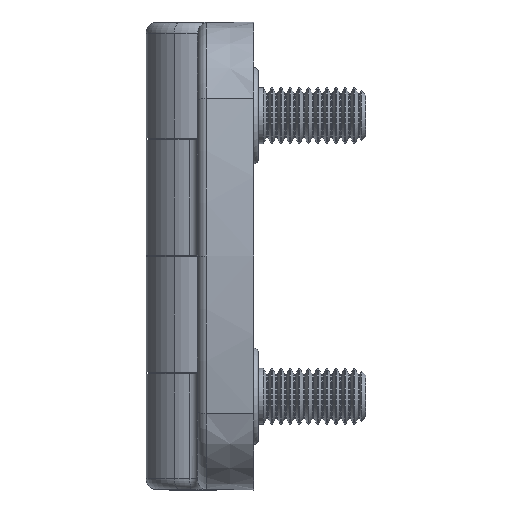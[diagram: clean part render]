
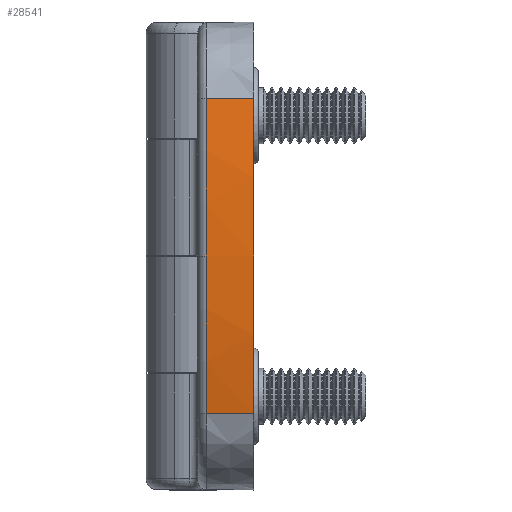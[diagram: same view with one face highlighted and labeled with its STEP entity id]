
A CAD part, left-side view. The second image highlights one B-rep face of the part: STEP entity #28541.
In plain terms, the highlighted conical face has half-angle 0.5 degrees and reference radius 91 mm.
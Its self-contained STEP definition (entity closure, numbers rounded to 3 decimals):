
#15918 = CARTESIAN_POINT ( 'NONE',  ( 23.382, -1.42, -16.844 ) ) ;
#15959 = CARTESIAN_POINT ( 'NONE',  ( 24.956, -1.42, 0. ) ) ;
#15960 = DIRECTION ( 'NONE',  ( 1., 0., 0. ) ) ;
#15961 = DIRECTION ( 'NONE',  ( 0., -1., 0. ) ) ;
#15962 = CARTESIAN_POINT ( 'NONE',  ( -66., -1.42, 0. ) ) ;
#15963 = AXIS2_PLACEMENT_3D ( 'NONE', #15962, #15961, #15960 ) ;
#15964 = CIRCLE ( 'NONE', #15963, 90.956 ) ;
#28107 = ORIENTED_EDGE ( 'NONE', *, *, #28517, .T. ) ;
#28517 = EDGE_CURVE ( 'NONE', #28539, #28703, #43422, .T. ) ;
#28531 = ORIENTED_EDGE ( 'NONE', *, *, #38567, .T. ) ;
#28534 = ORIENTED_EDGE ( 'NONE', *, *, #28538, .T. ) ;
#28538 = EDGE_CURVE ( 'NONE', #38568, #28539, #43499, .T. ) ;
#28539 = VERTEX_POINT ( 'NONE', #43494 ) ;
#28540 = ORIENTED_EDGE ( 'NONE', *, *, #28695, .T. ) ;
#28541 = ADVANCED_FACE ( 'NONE', ( #43493 ), #43492, .T. ) ;
#28542 = ORIENTED_EDGE ( 'NONE', *, *, #28544, .F. ) ;
#28544 = EDGE_CURVE ( 'NONE', #38565, #28704, #43486, .T. ) ;
#28599 = EDGE_LOOP ( 'NONE', ( #28540, #28542, #28531, #28534, #28107 ) ) ;
#28695 = EDGE_CURVE ( 'NONE', #28703, #28704, #43774, .T. ) ;
#28703 = VERTEX_POINT ( 'NONE', #43760 ) ;
#28704 = VERTEX_POINT ( 'NONE', #43759 ) ;
#38565 = VERTEX_POINT ( 'NONE', #15918 ) ;
#38567 = EDGE_CURVE ( 'NONE', #38565, #38568, #15964, .T. ) ;
#38568 = VERTEX_POINT ( 'NONE', #15959 ) ;
#43421 = CARTESIAN_POINT ( 'NONE',  ( 23.426, -6.5, 16.852 ) ) ;
#43422 = LINE ( 'NONE', #43421, #43480 ) ;
#43479 = DIRECTION ( 'NONE',  ( 0.009, -1., 0.002 ) ) ;
#43480 = VECTOR ( 'NONE', #43479, 1000. ) ;
#43483 = DIRECTION ( 'NONE',  ( 0.009, -1., -0.002 ) ) ;
#43484 = VECTOR ( 'NONE', #43483, 1000. ) ;
#43485 = CARTESIAN_POINT ( 'NONE',  ( 23.426, -6.5, -16.852 ) ) ;
#43486 = LINE ( 'NONE', #43485, #43484 ) ;
#43487 = DIRECTION ( 'NONE',  ( -1., 0., 0. ) ) ;
#43488 = DIRECTION ( 'NONE',  ( 0., -1., 0. ) ) ;
#43489 = CARTESIAN_POINT ( 'NONE',  ( -66., -6.5, 0. ) ) ;
#43490 = AXIS2_PLACEMENT_3D ( 'NONE', #43489, #43488, #43487 ) ;
#43492 = CONICAL_SURFACE ( 'NONE', #43490, 91., 0.009 ) ;
#43493 = FACE_OUTER_BOUND ( 'NONE', #28599, .T. ) ;
#43494 = CARTESIAN_POINT ( 'NONE',  ( 23.382, -1.42, 16.844 ) ) ;
#43495 = DIRECTION ( 'NONE',  ( 1., 0., 0. ) ) ;
#43496 = DIRECTION ( 'NONE',  ( 0., -1., 0. ) ) ;
#43497 = CARTESIAN_POINT ( 'NONE',  ( -66., -1.42, 0. ) ) ;
#43498 = AXIS2_PLACEMENT_3D ( 'NONE', #43497, #43496, #43495 ) ;
#43499 = CIRCLE ( 'NONE', #43498, 90.956 ) ;
#43759 = CARTESIAN_POINT ( 'NONE',  ( 23.426, -6.5, -16.852 ) ) ;
#43760 = CARTESIAN_POINT ( 'NONE',  ( 23.426, -6.5, 16.852 ) ) ;
#43770 = DIRECTION ( 'NONE',  ( -1., 0., 0. ) ) ;
#43771 = DIRECTION ( 'NONE',  ( 0., 1., 0. ) ) ;
#43772 = CARTESIAN_POINT ( 'NONE',  ( -66., -6.5, 0. ) ) ;
#43773 = AXIS2_PLACEMENT_3D ( 'NONE', #43772, #43771, #43770 ) ;
#43774 = CIRCLE ( 'NONE', #43773, 91. ) ;
